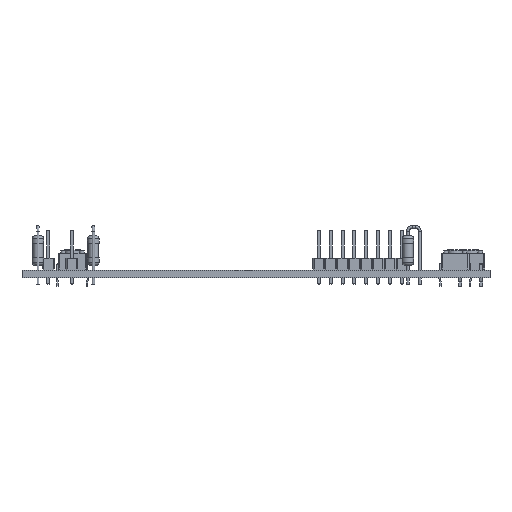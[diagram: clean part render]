
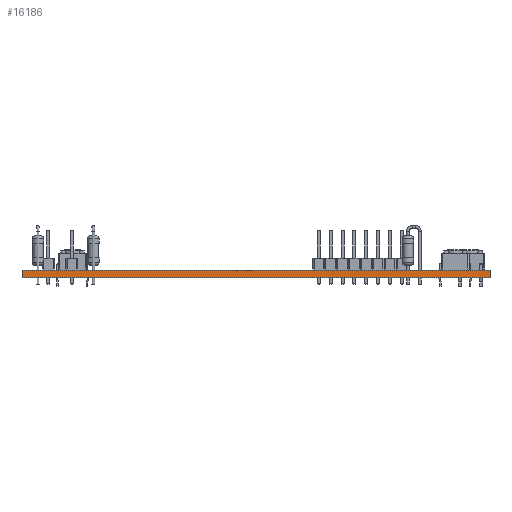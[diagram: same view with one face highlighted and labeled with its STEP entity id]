
A CAD part, front view. The second image highlights one B-rep face of the part: STEP entity #16186.
In plain terms, the highlighted planar face has unit normal (0, -1, 0).
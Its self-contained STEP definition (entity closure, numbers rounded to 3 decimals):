
#16186 = ADVANCED_FACE('',(#16187),#16221,.T.);
#16187 = FACE_BOUND('',#16188,.T.);
#16188 = EDGE_LOOP('',(#16189,#16199,#16207,#16215));
#16189 = ORIENTED_EDGE('',*,*,#16190,.T.);
#16190 = EDGE_CURVE('',#16191,#16193,#16195,.T.);
#16191 = VERTEX_POINT('',#16192);
#16192 = CARTESIAN_POINT('',(248.85,-150.,0.));
#16193 = VERTEX_POINT('',#16194);
#16194 = CARTESIAN_POINT('',(248.85,-150.,1.51));
#16195 = LINE('',#16196,#16197);
#16196 = CARTESIAN_POINT('',(248.85,-150.,0.));
#16197 = VECTOR('',#16198,1.);
#16198 = DIRECTION('',(0.,0.,1.));
#16199 = ORIENTED_EDGE('',*,*,#16200,.T.);
#16200 = EDGE_CURVE('',#16193,#16201,#16203,.T.);
#16201 = VERTEX_POINT('',#16202);
#16202 = CARTESIAN_POINT('',(148.85,-150.,1.51));
#16203 = LINE('',#16204,#16205);
#16204 = CARTESIAN_POINT('',(248.85,-150.,1.51));
#16205 = VECTOR('',#16206,1.);
#16206 = DIRECTION('',(-1.,0.,0.));
#16207 = ORIENTED_EDGE('',*,*,#16208,.F.);
#16208 = EDGE_CURVE('',#16209,#16201,#16211,.T.);
#16209 = VERTEX_POINT('',#16210);
#16210 = CARTESIAN_POINT('',(148.85,-150.,0.));
#16211 = LINE('',#16212,#16213);
#16212 = CARTESIAN_POINT('',(148.85,-150.,0.));
#16213 = VECTOR('',#16214,1.);
#16214 = DIRECTION('',(0.,0.,1.));
#16215 = ORIENTED_EDGE('',*,*,#16216,.F.);
#16216 = EDGE_CURVE('',#16191,#16209,#16217,.T.);
#16217 = LINE('',#16218,#16219);
#16218 = CARTESIAN_POINT('',(248.85,-150.,0.));
#16219 = VECTOR('',#16220,1.);
#16220 = DIRECTION('',(-1.,0.,0.));
#16221 = PLANE('',#16222);
#16222 = AXIS2_PLACEMENT_3D('',#16223,#16224,#16225);
#16223 = CARTESIAN_POINT('',(248.85,-150.,0.));
#16224 = DIRECTION('',(0.,-1.,0.));
#16225 = DIRECTION('',(-1.,0.,0.));
